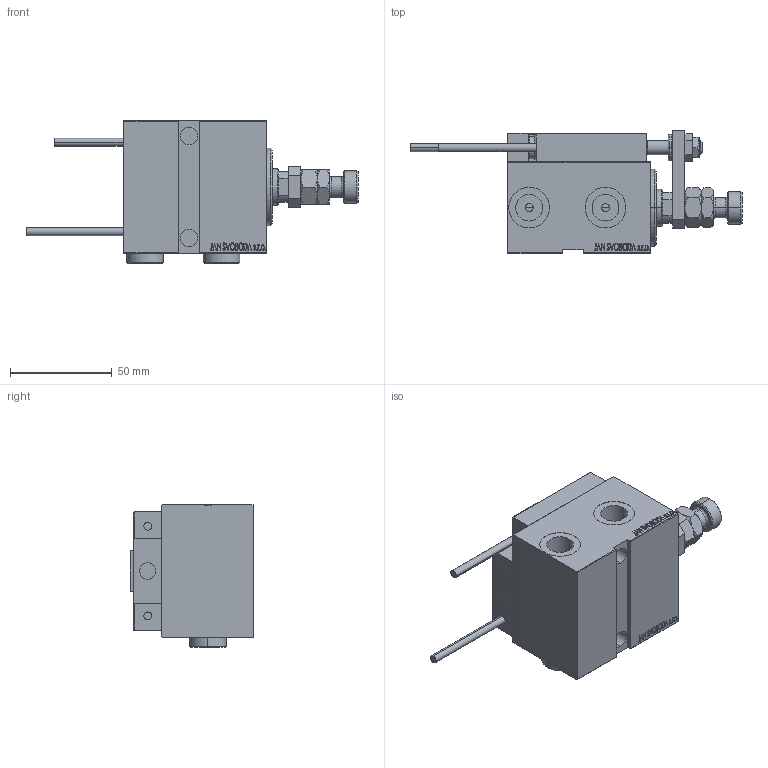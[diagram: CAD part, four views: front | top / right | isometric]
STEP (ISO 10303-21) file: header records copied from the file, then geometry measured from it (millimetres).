
FILE_DESCRIPTION (( 'STEP AP203' ), '1' );
FILE_NAME ('b626.STEP', '2024-02-11T11:58:03', ( '' ), ( '' ), 'SwSTEP 2.0', 'SolidWorks 2019', '' );
FILE_SCHEMA (( 'CONFIG_CONTROL_DESIGN' ));
Length unit declared in the file: millimetre
Products named in the file (18): TYC_L79 d6567a72b05c32540c403eca2e04112d; X_Y_MFA d6567a72b05c32540c403eca2e04112d; NUT_D12 d6567a72b05c32540c403eca2e04112d; NUT_D10 d6567a72b05c32540c403eca2e04112d; b626; SWITCH X d6567a72b05c32540c403eca2e04112d; SWITCH_X_FRONT_BACK d6567a72b05c32540c403eca2e04112d; V450CM_E_Body d6567a72b05c32540c403eca2e04112d; MAGNET d6567a72b05c32540c403eca2e04112d; Zatka_OIL_PORT d6567a72b05c32540c403eca2e04112d; V450CM_VC_B d6567a72b05c32540c403eca2e04112d; ALLEN BOLT D5 d6567a72b05c32540c403eca2e04112d; KONCOVKA d6567a72b05c32540c403eca2e04112d; SWITCH DIM B,W d6567a72b05c32540c403eca2e04112d; V450CM_E_VCP d6567a72b05c32540c403eca2e04112d; Block d6567a72b05c32540c403eca2e04112d; ALLEN BOLT D8 d6567a72b05c32540c403eca2e04112d; ZARAZKA d6567a72b05c32540c403eca2e04112d
Assembly tree (28 placements, depth 3):
  b626
    V450CM_E_Body d6567a72b05c32540c403eca2e04112d
    V450CM_E_VCP d6567a72b05c32540c403eca2e04112d
    V450CM_VC_B d6567a72b05c32540c403eca2e04112d
    SWITCH X d6567a72b05c32540c403eca2e04112d
      SWITCH_X_FRONT_BACK d6567a72b05c32540c403eca2e04112d  x2
      TYC_L79 d6567a72b05c32540c403eca2e04112d
      Block d6567a72b05c32540c403eca2e04112d  x2
      ALLEN BOLT D5 d6567a72b05c32540c403eca2e04112d  x4
      ALLEN BOLT D8 d6567a72b05c32540c403eca2e04112d  x4
      MAGNET d6567a72b05c32540c403eca2e04112d  x2
      KONCOVKA d6567a72b05c32540c403eca2e04112d  x2
    SWITCH DIM B,W d6567a72b05c32540c403eca2e04112d
    ZARAZKA d6567a72b05c32540c403eca2e04112d
    NUT_D10 d6567a72b05c32540c403eca2e04112d
    NUT_D12 d6567a72b05c32540c403eca2e04112d
    X_Y_MFA d6567a72b05c32540c403eca2e04112d
    Zatka_OIL_PORT d6567a72b05c32540c403eca2e04112d  x2
Bounding box: 163 x 60.5 x 69.9 mm (x, y, z)
Volume: 240638.5 mm3; surface area: 68402.2 mm2
Topology: 27 solids, 27 shells, 1389 faces, 3302 edges, 2096 vertices
Faces by surface type: plane 618, bspline 380, cylinder 194, cone 145, torus 48, sphere 4
Entity records: 52727 total; most frequent: CARTESIAN_POINT 26289, ORIENTED_EDGE 5544, DIRECTION 3815, EDGE_CURVE 2772, VERTEX_POINT 1796, VECTOR 1571, LINE 1571, EDGE_LOOP 1282
